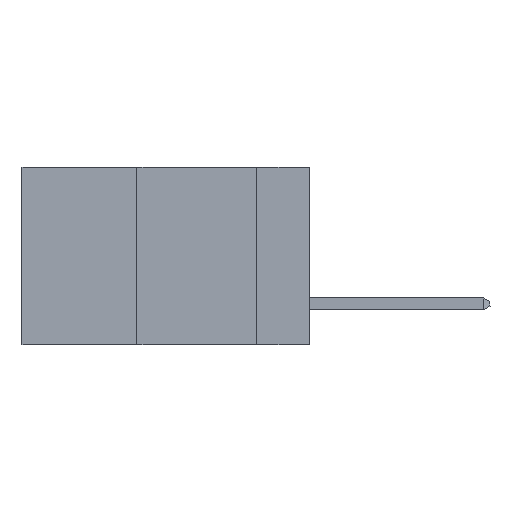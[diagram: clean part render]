
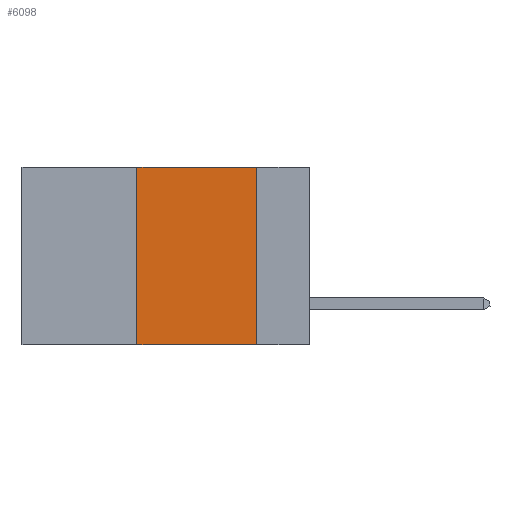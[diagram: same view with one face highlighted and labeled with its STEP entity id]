
A CAD part, left-side view. The second image highlights one B-rep face of the part: STEP entity #6098.
In plain terms, the highlighted planar face has unit normal (-1, 0, 0).
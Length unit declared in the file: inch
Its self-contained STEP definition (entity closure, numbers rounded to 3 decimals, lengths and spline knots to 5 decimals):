
#267 = CARTESIAN_POINT ( 'NONE',  ( 0., 0.36, 0. ) ) ;
#323 = DIRECTION ( 'NONE',  ( 0., -1., 0. ) ) ;
#367 = DIRECTION ( 'NONE',  ( 1., 0., 0. ) ) ;
#443 = VECTOR ( 'NONE', #4831, 39.37008 ) ;
#740 = LINE ( 'NONE', #8375, #6848 ) ;
#823 = CARTESIAN_POINT ( 'NONE',  ( 0., 0.6, -0.37 ) ) ;
#963 = ORIENTED_EDGE ( 'NONE', *, *, #3751, .F. ) ;
#1060 = CARTESIAN_POINT ( 'NONE',  ( 0., 0.6, 0. ) ) ;
#1179 = ORIENTED_EDGE ( 'NONE', *, *, #3684, .T. ) ;
#2100 = LINE ( 'NONE', #823, #5237 ) ;
#2219 = EDGE_LOOP ( 'NONE', ( #5839, #963, #5260, #1179 ) ) ;
#2947 = AXIS2_PLACEMENT_3D ( 'NONE', #1060, #367, #3354 ) ;
#3146 = VERTEX_POINT ( 'NONE', #9375 ) ;
#3354 = DIRECTION ( 'NONE',  ( 0., 0., -1. ) ) ;
#3557 = VECTOR ( 'NONE', #323, 39.37008 ) ;
#3603 = LINE ( 'NONE', #267, #443 ) ;
#3684 = EDGE_CURVE ( 'NONE', #4489, #7701, #2100, .T. ) ;
#3751 = EDGE_CURVE ( 'NONE', #7263, #3146, #9525, .T. ) ;
#4026 = EDGE_CURVE ( 'NONE', #3146, #7701, #740, .T. ) ;
#4489 = VERTEX_POINT ( 'NONE', #6841 ) ;
#4831 = DIRECTION ( 'NONE',  ( 0., 0., 1. ) ) ;
#5237 = VECTOR ( 'NONE', #6245, 39.37008 ) ;
#5260 = ORIENTED_EDGE ( 'NONE', *, *, #7418, .F. ) ;
#5414 = CARTESIAN_POINT ( 'NONE',  ( 0., 0.36, 0. ) ) ;
#5839 = ORIENTED_EDGE ( 'NONE', *, *, #4026, .F. ) ;
#6098 = ADVANCED_FACE ( 'NONE', ( #8255 ), #8851, .F. ) ;
#6245 = DIRECTION ( 'NONE',  ( 0., -1., 0. ) ) ;
#6841 = CARTESIAN_POINT ( 'NONE',  ( 0., 0.36, -0.37 ) ) ;
#6848 = VECTOR ( 'NONE', #9937, 39.37008 ) ;
#7263 = VERTEX_POINT ( 'NONE', #5414 ) ;
#7418 = EDGE_CURVE ( 'NONE', #4489, #7263, #3603, .T. ) ;
#7701 = VERTEX_POINT ( 'NONE', #8356 ) ;
#8255 = FACE_OUTER_BOUND ( 'NONE', #2219, .T. ) ;
#8356 = CARTESIAN_POINT ( 'NONE',  ( 0., 0.11, -0.37 ) ) ;
#8375 = CARTESIAN_POINT ( 'NONE',  ( 0., 0.11, 0. ) ) ;
#8851 = PLANE ( 'NONE',  #2947 ) ;
#9375 = CARTESIAN_POINT ( 'NONE',  ( 0., 0.11, 0. ) ) ;
#9525 = LINE ( 'NONE', #9639, #3557 ) ;
#9639 = CARTESIAN_POINT ( 'NONE',  ( 0., 0.6, 0. ) ) ;
#9937 = DIRECTION ( 'NONE',  ( 0., 0., -1. ) ) ;
